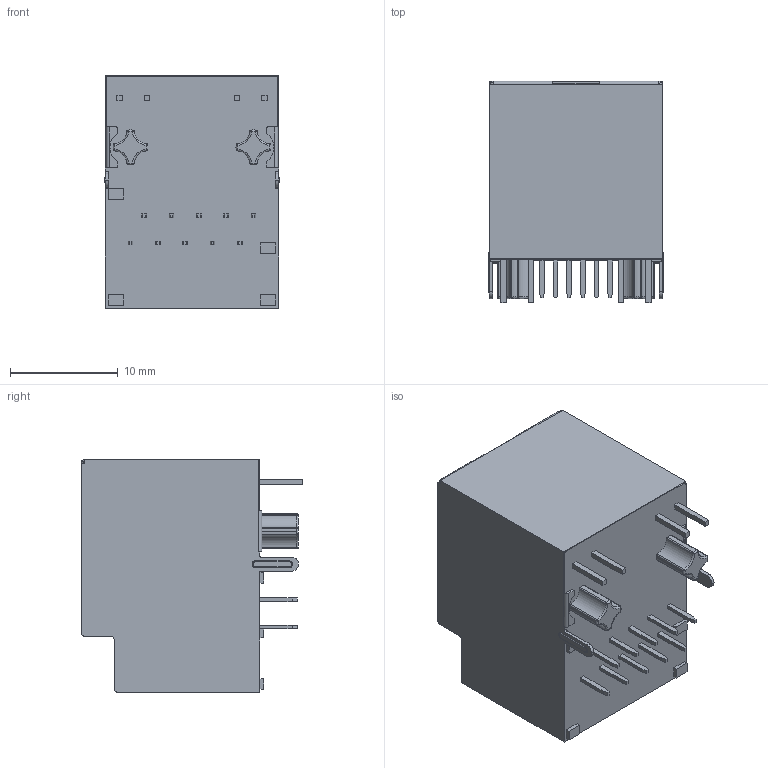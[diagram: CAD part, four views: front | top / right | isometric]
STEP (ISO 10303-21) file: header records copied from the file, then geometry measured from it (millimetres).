
FILE_DESCRIPTION (( 'STEP AP214' ), '1' );
FILE_NAME ('TMJD0713BDNL.STEP', '2023-09-21T03:12:35', ( '' ), ( '' ), 'SwSTEP 2.0', 'SolidWorks 2022', '' );
FILE_SCHEMA (( 'AUTOMOTIVE_DESIGN' ));
Length unit declared in the file: millimetre
Products named in the file (1): TMJD0713BDNL
Bounding box: 16.2 x 20.6 x 21.6 mm (x, y, z)
Volume: 4625.9 mm3; surface area: 2554.9 mm2
Topology: 1 solids, 1 shells, 664 faces, 1738 edges, 1136 vertices
Faces by surface type: plane 424, bspline 128, cylinder 80, torus 24, sphere 8
Entity records: 23293 total; most frequent: CARTESIAN_POINT 8035, ORIENTED_EDGE 3476, DIRECTION 2567, EDGE_CURVE 1738, VERTEX_POINT 1136, VECTOR 1059, LINE 1059, AXIS2_PLACEMENT_3D 754
